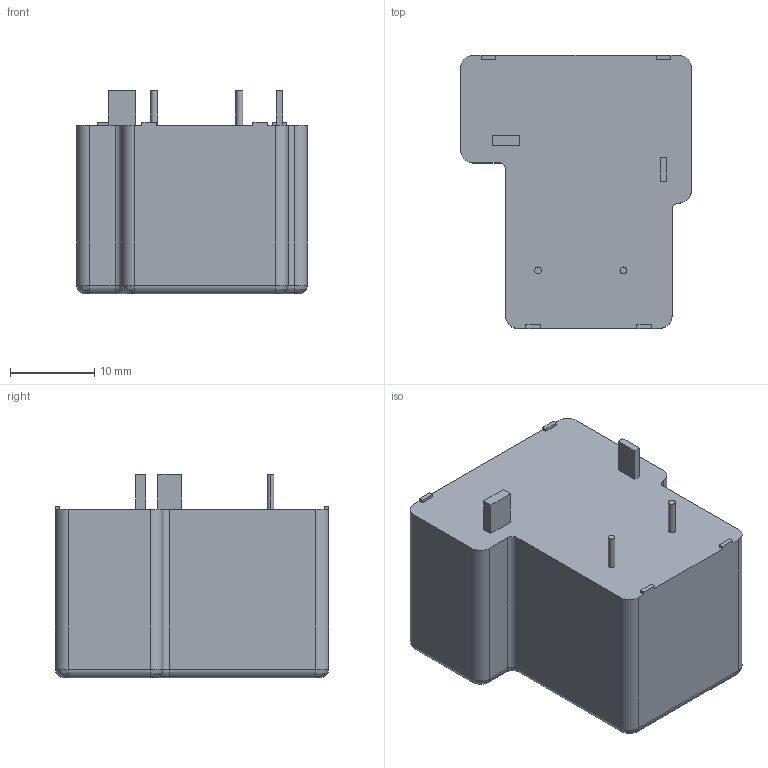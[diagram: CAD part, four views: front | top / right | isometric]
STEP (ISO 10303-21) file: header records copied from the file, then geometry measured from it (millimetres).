
FILE_DESCRIPTION((''),'2;1');
FILE_NAME('C-2027395-5','2020-04-20T06:11:43',('workeradm'),('TE Connectivity Ltd.'),'CREO PARAMETRIC BY PTC INC, 2019292','CREO PARAMETRIC BY PTC INC, 2019292','');
FILE_SCHEMA(('AUTOMOTIVE_DESIGN { 1 0 10303 214 1 1 1 1 }'));
Length unit declared in the file: millimetre
Products named in the file (1): C-2027395-5
Bounding box: 27.43 x 32.51 x 24.2 mm (x, y, z)
Volume: 15035.7 mm3; surface area: 3856.7 mm2
Topology: 1 solids, 1 shells, 66 faces, 164 edges, 104 vertices
Faces by surface type: plane 38, cylinder 20, bspline 6, torus 2
Entity records: 2362 total; most frequent: CARTESIAN_POINT 426, DIRECTION 332, ORIENTED_EDGE 328, EDGE_CURVE 164, COLOUR_RGB 126, VECTOR 116, LINE 116, AXIS2_PLACEMENT_3D 108
